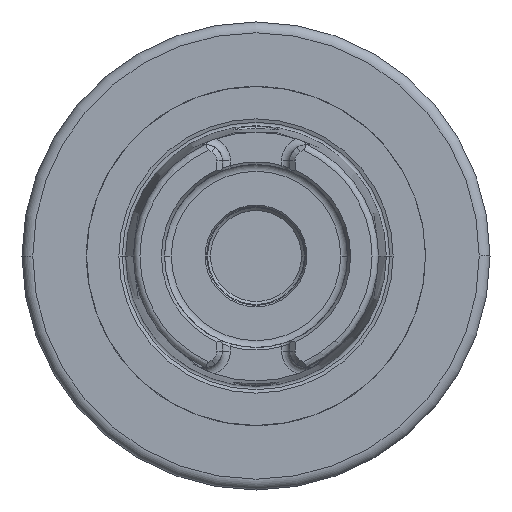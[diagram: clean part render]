
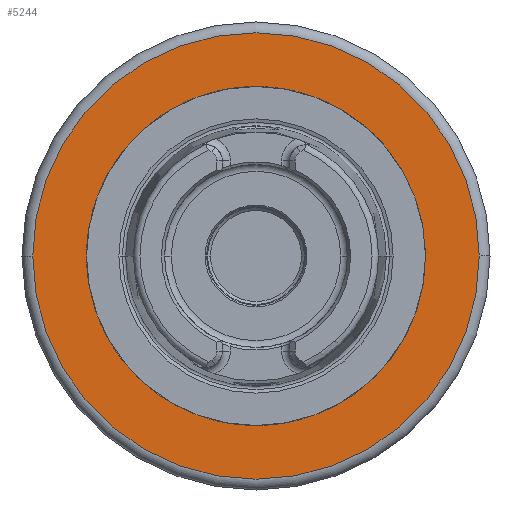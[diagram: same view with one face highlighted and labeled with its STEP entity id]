
A CAD part, left-side view. The second image highlights one B-rep face of the part: STEP entity #5244.
In plain terms, the highlighted planar face has unit normal (-1, 0, 0).
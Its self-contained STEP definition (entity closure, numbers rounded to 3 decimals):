
#1481=CARTESIAN_POINT('',(42.5,0.,0.));
#1482=DIRECTION('',(-1.,0.,0.));
#1483=DIRECTION('',(0.,1.,0.));
#1484=AXIS2_PLACEMENT_3D('',#1481,#1482,#1483);
#1486=CARTESIAN_POINT('',(42.5,0.,0.));
#1487=DIRECTION('',(-1.,0.,0.));
#1488=DIRECTION('',(0.,-1.,0.));
#1489=AXIS2_PLACEMENT_3D('',#1486,#1487,#1488);
#1491=CARTESIAN_POINT('',(42.5,0.,0.));
#1492=DIRECTION('',(1.,0.,0.));
#1493=DIRECTION('',(0.,-1.,0.));
#1494=AXIS2_PLACEMENT_3D('',#1491,#1492,#1493);
#1496=CARTESIAN_POINT('',(42.5,0.,0.));
#1497=DIRECTION('',(1.,0.,0.));
#1498=DIRECTION('',(0.,1.,0.));
#1499=AXIS2_PLACEMENT_3D('',#1496,#1497,#1498);
#3489=CARTESIAN_POINT('',(42.5,26.5,0.));
#3490=CARTESIAN_POINT('',(42.5,-26.5,0.));
#3491=VERTEX_POINT('',#3489);
#3492=VERTEX_POINT('',#3490);
#3516=CARTESIAN_POINT('',(42.5,-41.5,0.));
#3517=CARTESIAN_POINT('',(42.5,41.5,0.));
#3518=VERTEX_POINT('',#3516);
#3519=VERTEX_POINT('',#3517);
#5228=CARTESIAN_POINT('',(42.5,0.,0.));
#5229=DIRECTION('',(1.,0.,0.));
#5230=DIRECTION('',(0.,-1.,0.));
#5231=AXIS2_PLACEMENT_3D('',#5228,#5229,#5230);
#5232=PLANE('',#5231);
#5234=ORIENTED_EDGE('',*,*,#5233,.T.);
#5236=ORIENTED_EDGE('',*,*,#5235,.T.);
#5237=EDGE_LOOP('',(#5234,#5236));
#5238=FACE_OUTER_BOUND('',#5237,.F.);
#5239=ORIENTED_EDGE('',*,*,#5218,.T.);
#5241=ORIENTED_EDGE('',*,*,#5240,.T.);
#5242=EDGE_LOOP('',(#5239,#5241));
#5243=FACE_BOUND('',#5242,.F.);
#5244=ADVANCED_FACE('',(#5238,#5243),#5232,.F.);
#1485=CIRCLE('',#1484,26.5);
#1490=CIRCLE('',#1489,26.5);
#1495=CIRCLE('',#1494,41.5);
#1500=CIRCLE('',#1499,41.5);
#5218=EDGE_CURVE('',#3491,#3492,#1485,.T.);
#5233=EDGE_CURVE('',#3518,#3519,#1495,.T.);
#5235=EDGE_CURVE('',#3519,#3518,#1500,.T.);
#5240=EDGE_CURVE('',#3492,#3491,#1490,.T.);
